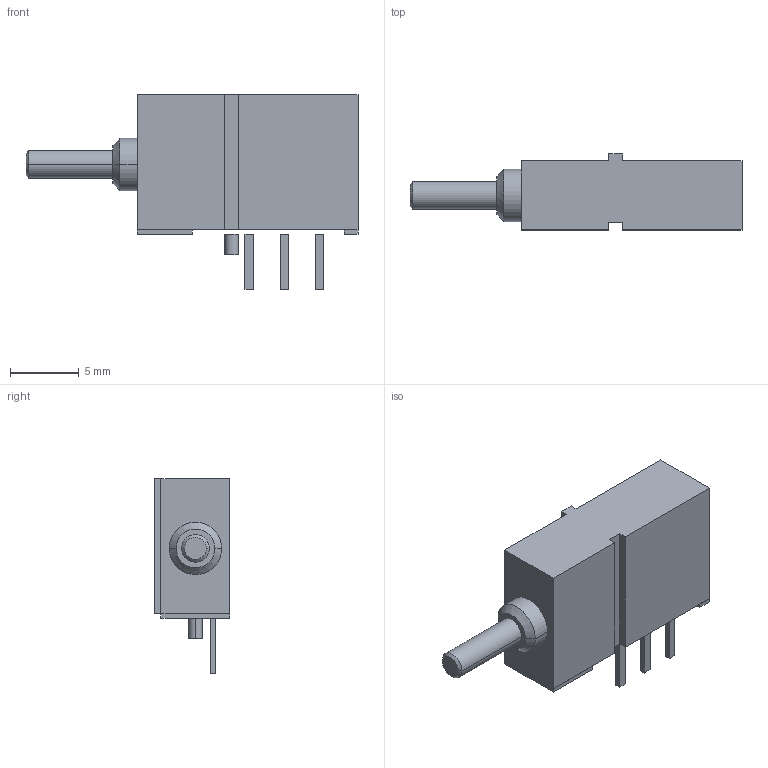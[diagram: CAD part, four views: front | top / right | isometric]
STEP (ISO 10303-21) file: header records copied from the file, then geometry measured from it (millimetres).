
FILE_DESCRIPTION((''),'2;1');
FILE_NAME('PB_MENTOR_1840.6131.stp','2009-08-31T09:34:06',(''),(''),'Mechanical Desktop 2006','Mechanical Desktop 2006',', , ');
FILE_SCHEMA(('AUTOMOTIVE_DESIGN { 1 2 10303 214 0 1 1 1 }'));
Length unit declared in the file: millimetre
Products named in the file (1): Product
Bounding box: 24.06 x 5.5 x 14.1 mm (x, y, z)
Volume: 833.1 mm3; surface area: 767.7 mm2
Topology: 9 solids, 9 shells, 60 faces, 122 edges, 80 vertices
Faces by surface type: plane 50, cylinder 6, cone 4
Entity records: 1594 total; most frequent: CARTESIAN_POINT 263, DIRECTION 260, ORIENTED_EDGE 244, EDGE_CURVE 122, VECTOR 106, LINE 106, VERTEX_POINT 80, AXIS2_PLACEMENT_3D 77
